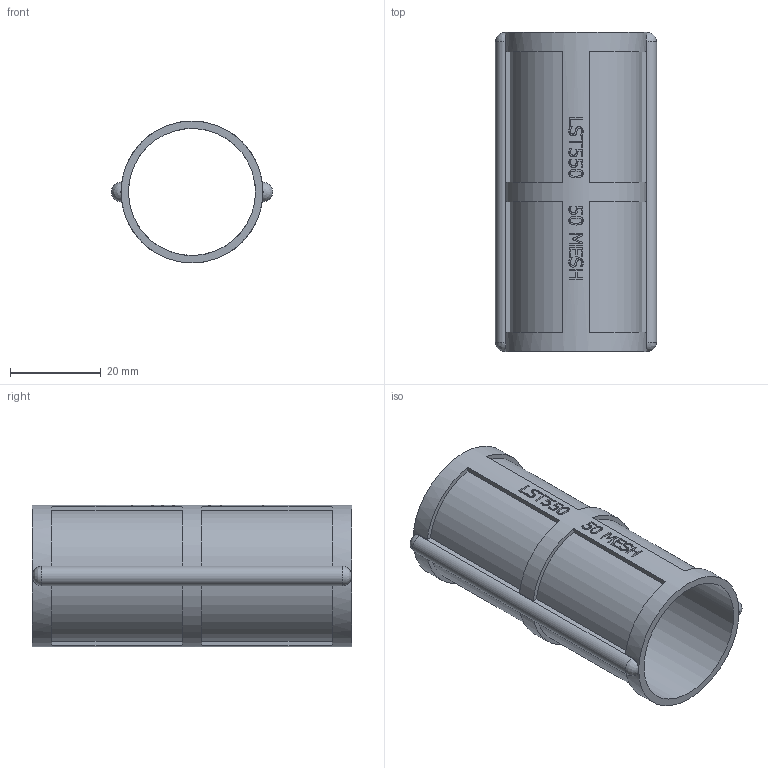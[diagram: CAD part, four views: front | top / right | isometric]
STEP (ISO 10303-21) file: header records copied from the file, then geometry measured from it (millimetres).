
FILE_DESCRIPTION(/* description */ ('1/2" LST SCREEN - 50 MESH'),/* implementation_level */ '2;1');
FILE_NAME(/* name */ 'LST550.stp',/* time_stamp */ '2020-07-28T10:35:44-04:00',/* author */ ('MJC'),/* organization */ (''),/* preprocessor_version */ 'ST-DEVELOPER v17.2',/* originating_system */ 'Autodesk Inventor 2019',/* authorisation */ '');
FILE_SCHEMA (('AUTOMOTIVE_DESIGN { 1 0 10303 214 3 1 1 }'));
Products named in the file (1): LST550
Bounding box: 35.51 x 70.26 x 31.24 mm (x, y, z)
Volume: 7376.2 mm3; surface area: 14345.2 mm2
Topology: 1 solids, 1 shells, 397 faces, 1089 edges, 724 vertices
Faces by surface type: plane 235, bspline 111, cylinder 51
Full cylindrical faces by diameter (mm): 27.965 x1
Entity records: 39447 total; most frequent: CARTESIAN_POINT 29966, ORIENTED_EDGE 2178, DIRECTION 1600, EDGE_CURVE 1089, VERTEX_POINT 724, LINE 556, VECTOR 556, AXIS2_PLACEMENT_3D 522
